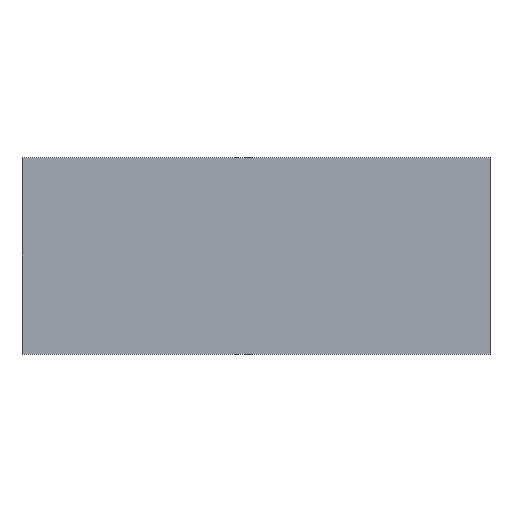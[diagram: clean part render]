
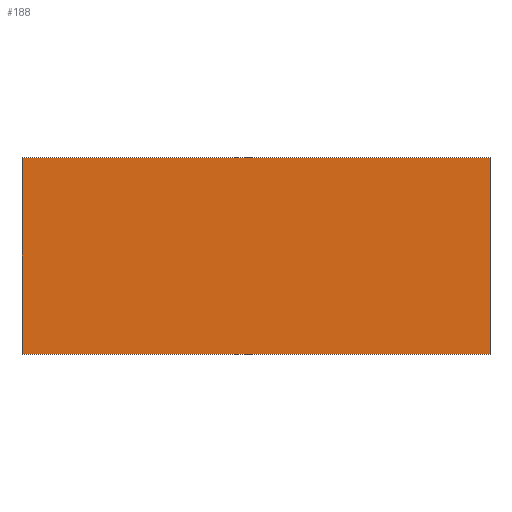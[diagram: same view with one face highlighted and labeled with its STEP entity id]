
A CAD part, left-side view. The second image highlights one B-rep face of the part: STEP entity #188.
In plain terms, the highlighted planar face has unit normal (-1, 0, 0).
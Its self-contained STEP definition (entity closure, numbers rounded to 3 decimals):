
#22=FACE_OUTER_BOUND('',#32,.T.);
#32=EDGE_LOOP('',(#155,#156,#157,#158));
#47=LINE('',#289,#71);
#53=LINE('',#300,#77);
#56=LINE('',#307,#80);
#57=LINE('',#308,#81);
#71=VECTOR('',#237,10.);
#77=VECTOR('',#247,10.);
#80=VECTOR('',#254,10.);
#81=VECTOR('',#255,10.);
#92=VERTEX_POINT('',#286);
#93=VERTEX_POINT('',#288);
#96=VERTEX_POINT('',#298);
#98=VERTEX_POINT('',#306);
#111=EDGE_CURVE('',#92,#93,#47,.T.);
#117=EDGE_CURVE('',#92,#96,#53,.T.);
#120=EDGE_CURVE('',#98,#96,#56,.T.);
#121=EDGE_CURVE('',#93,#98,#57,.T.);
#155=ORIENTED_EDGE('',*,*,#117,.T.);
#156=ORIENTED_EDGE('',*,*,#120,.F.);
#157=ORIENTED_EDGE('',*,*,#121,.F.);
#158=ORIENTED_EDGE('',*,*,#111,.F.);
#178=PLANE('',#212);
#188=ADVANCED_FACE('',(#22),#178,.T.);
#212=AXIS2_PLACEMENT_3D('',#305,#252,#253);
#237=DIRECTION('',(0.,0.,-1.));
#247=DIRECTION('',(0.,1.,0.));
#252=DIRECTION('center_axis',(-1.,0.,0.));
#253=DIRECTION('ref_axis',(0.,1.,0.));
#254=DIRECTION('',(0.,0.,1.));
#255=DIRECTION('',(0.,1.,0.));
#286=CARTESIAN_POINT('',(-175.,-102.,0.));
#288=CARTESIAN_POINT('',(-175.,-102.,-68.));
#289=CARTESIAN_POINT('',(-175.,-102.,0.));
#298=CARTESIAN_POINT('',(-175.,60.,0.));
#300=CARTESIAN_POINT('',(-175.,-61.5,0.));
#305=CARTESIAN_POINT('Origin',(-175.,-102.,0.));
#306=CARTESIAN_POINT('',(-175.,60.,-68.));
#307=CARTESIAN_POINT('',(-175.,60.,0.));
#308=CARTESIAN_POINT('',(-175.,60.,-68.));
